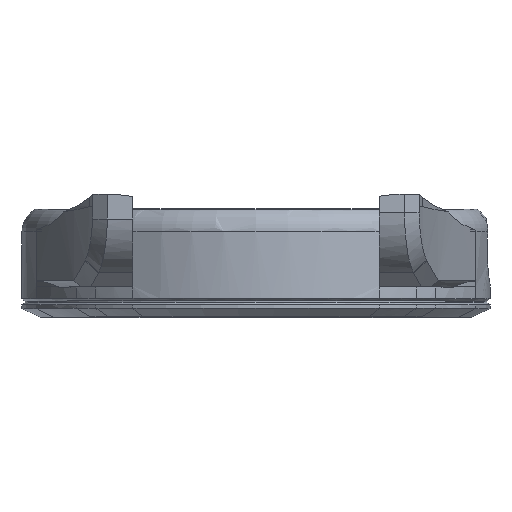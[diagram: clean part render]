
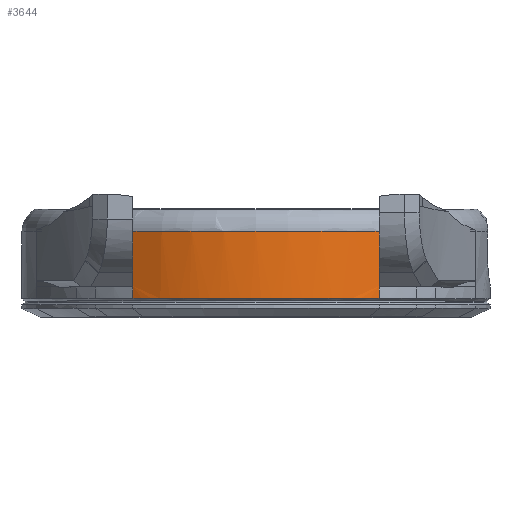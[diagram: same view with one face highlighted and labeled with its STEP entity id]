
A CAD part, top view. The second image highlights one B-rep face of the part: STEP entity #3644.
In plain terms, the highlighted cylindrical face has radius 19 mm (diameter 38 mm), a partial arc.
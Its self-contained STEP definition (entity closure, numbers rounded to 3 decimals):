
#288=FACE_OUTER_BOUND('',#505,.T.);
#505=EDGE_LOOP('',(#2817,#2818,#2819,#2820,#2821,#2822,#2823,#2824,#2825));
#646=CIRCLE('',#3795,19.);
#668=CIRCLE('',#3817,19.);
#718=CIRCLE('',#3909,19.);
#1030=LINE('',#6588,#1215);
#1071=LINE('',#7160,#1256);
#1072=LINE('',#7161,#1257);
#1075=LINE('',#7191,#1260);
#1076=LINE('',#7193,#1261);
#1077=LINE('',#7194,#1262);
#1215=VECTOR('',#4251,10.);
#1256=VECTOR('',#4384,10.);
#1257=VECTOR('',#4385,10.);
#1260=VECTOR('',#4392,10.);
#1261=VECTOR('',#4393,10.);
#1262=VECTOR('',#4394,10.);
#1409=VERTEX_POINT('',#5406);
#1410=VERTEX_POINT('',#5408);
#1434=VERTEX_POINT('',#5471);
#1494=VERTEX_POINT('',#6571);
#1534=VERTEX_POINT('',#6883);
#1535=VERTEX_POINT('',#6890);
#1559=VERTEX_POINT('',#7159);
#1560=VERTEX_POINT('',#7190);
#1561=VERTEX_POINT('',#7192);
#1801=EDGE_CURVE('',#1410,#1409,#646,.T.);
#1826=EDGE_CURVE('',#1409,#1434,#668,.T.);
#1928=EDGE_CURVE('',#1434,#1494,#1030,.T.);
#1985=EDGE_CURVE('',#1535,#1534,#718,.T.);
#2027=EDGE_CURVE('',#1559,#1535,#1071,.T.);
#2028=EDGE_CURVE('',#1494,#1559,#1072,.T.);
#2031=EDGE_CURVE('',#1560,#1534,#1075,.T.);
#2032=EDGE_CURVE('',#1561,#1560,#1076,.T.);
#2033=EDGE_CURVE('',#1410,#1561,#1077,.T.);
#2817=ORIENTED_EDGE('',*,*,#1801,.T.);
#2818=ORIENTED_EDGE('',*,*,#1826,.T.);
#2819=ORIENTED_EDGE('',*,*,#1928,.T.);
#2820=ORIENTED_EDGE('',*,*,#2028,.T.);
#2821=ORIENTED_EDGE('',*,*,#2027,.T.);
#2822=ORIENTED_EDGE('',*,*,#1985,.T.);
#2823=ORIENTED_EDGE('',*,*,#2031,.F.);
#2824=ORIENTED_EDGE('',*,*,#2032,.F.);
#2825=ORIENTED_EDGE('',*,*,#2033,.F.);
#3521=CYLINDRICAL_SURFACE('',#3926,19.);
#3644=ADVANCED_FACE('',(#288),#3521,.T.);
#3795=AXIS2_PLACEMENT_3D('',#5409,#4071,#4072);
#3817=AXIS2_PLACEMENT_3D('',#5473,#4115,#4116);
#3909=AXIS2_PLACEMENT_3D('',#6891,#4335,#4336);
#3926=AXIS2_PLACEMENT_3D('',#7189,#4390,#4391);
#4071=DIRECTION('center_axis',(0.,-1.,0.));
#4072=DIRECTION('ref_axis',(-1.,0.,0.));
#4115=DIRECTION('center_axis',(0.,-1.,0.));
#4116=DIRECTION('ref_axis',(-1.,0.,0.));
#4251=DIRECTION('',(0.,-1.,0.));
#4335=DIRECTION('center_axis',(0.,1.,0.));
#4336=DIRECTION('ref_axis',(-1.,0.,0.));
#4384=DIRECTION('',(0.,-1.,0.));
#4385=DIRECTION('',(0.,-1.,0.));
#4390=DIRECTION('center_axis',(0.,-1.,0.));
#4391=DIRECTION('ref_axis',(-1.,0.,0.));
#4392=DIRECTION('',(0.,-1.,0.));
#4393=DIRECTION('',(0.,-1.,0.));
#4394=DIRECTION('',(0.,-1.,0.));
#5406=CARTESIAN_POINT('',(0.,-3.,19.));
#5408=CARTESIAN_POINT('',(9.995,-3.,16.159));
#5409=CARTESIAN_POINT('Origin',(0.,-3.,0.));
#5471=CARTESIAN_POINT('',(-9.995,-3.,16.159));
#5473=CARTESIAN_POINT('Origin',(0.,-3.,0.));
#6571=CARTESIAN_POINT('',(-9.995,-7.435,16.159));
#6588=CARTESIAN_POINT('',(-9.995,0.,16.159));
#6883=CARTESIAN_POINT('',(9.995,-8.435,16.159));
#6890=CARTESIAN_POINT('',(-9.995,-8.435,16.159));
#6891=CARTESIAN_POINT('Origin',(0.,-8.435,0.));
#7159=CARTESIAN_POINT('',(-9.995,-7.5,16.159));
#7160=CARTESIAN_POINT('',(-9.995,0.,16.159));
#7161=CARTESIAN_POINT('',(-9.995,0.,16.159));
#7189=CARTESIAN_POINT('Origin',(0.,0.,0.));
#7190=CARTESIAN_POINT('',(9.995,-7.5,16.159));
#7191=CARTESIAN_POINT('',(9.995,0.,16.159));
#7192=CARTESIAN_POINT('',(9.995,-7.435,16.159));
#7193=CARTESIAN_POINT('',(9.995,0.,16.159));
#7194=CARTESIAN_POINT('',(9.995,0.,16.159));
